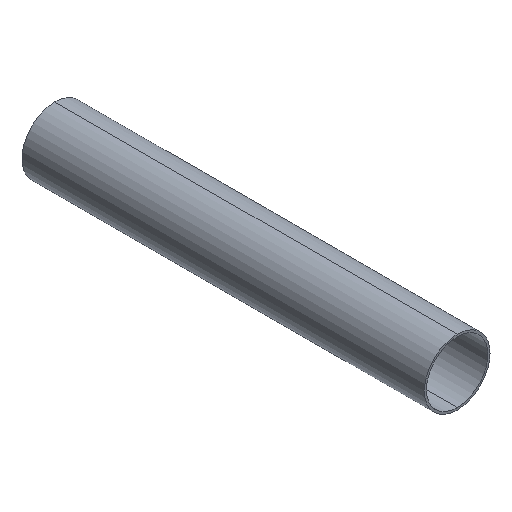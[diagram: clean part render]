
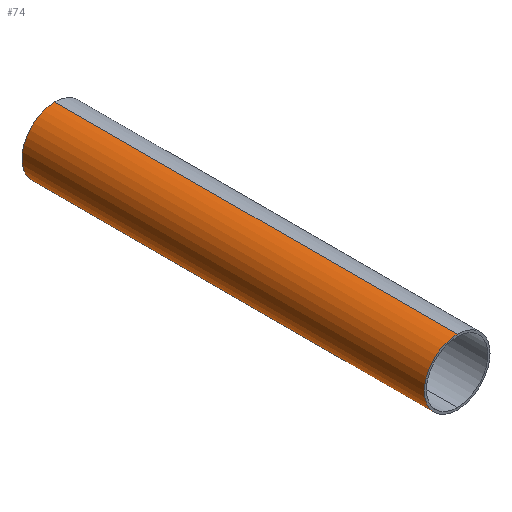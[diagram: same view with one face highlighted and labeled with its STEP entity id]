
A CAD part, isometric view. The second image highlights one B-rep face of the part: STEP entity #74.
In plain terms, the highlighted cylindrical face has radius 15.5 mm (diameter 31 mm), a partial arc.
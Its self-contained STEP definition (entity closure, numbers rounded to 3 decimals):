
#2 = ORIENTED_EDGE ( 'NONE', *, *, #96, .T. ) ;
#7 = AXIS2_PLACEMENT_3D ( 'NONE', #48, #27, #176 ) ;
#9 = DIRECTION ( 'NONE',  ( 0., -1., 0. ) ) ;
#27 = DIRECTION ( 'NONE',  ( 0., -1., 0. ) ) ;
#43 = LINE ( 'NONE', #199, #206 ) ;
#48 = CARTESIAN_POINT ( 'NONE',  ( 0., 190., 0. ) ) ;
#51 = EDGE_CURVE ( 'NONE', #236, #235, #43, .T. ) ;
#67 = EDGE_LOOP ( 'NONE', ( #241, #68, #101, #2 ) ) ;
#68 = ORIENTED_EDGE ( 'NONE', *, *, #157, .F. ) ;
#69 = FACE_OUTER_BOUND ( 'NONE', #67, .T. ) ;
#74 = ADVANCED_FACE ( 'NONE', ( #69 ), #237, .T. ) ;
#75 = CIRCLE ( 'NONE', #88, 15.5 ) ;
#86 = DIRECTION ( 'NONE',  ( 0., 0., 1. ) ) ;
#88 = AXIS2_PLACEMENT_3D ( 'NONE', #108, #184, #205 ) ;
#95 = CARTESIAN_POINT ( 'NONE',  ( 0., 0., 15.5 ) ) ;
#96 = EDGE_CURVE ( 'NONE', #141, #235, #187, .T. ) ;
#101 = ORIENTED_EDGE ( 'NONE', *, *, #171, .T. ) ;
#108 = CARTESIAN_POINT ( 'NONE',  ( 0., 190., 0. ) ) ;
#124 = AXIS2_PLACEMENT_3D ( 'NONE', #195, #180, #86 ) ;
#125 = VERTEX_POINT ( 'NONE', #222 ) ;
#127 = CARTESIAN_POINT ( 'NONE',  ( 0., 190., 15.5 ) ) ;
#132 = LINE ( 'NONE', #165, #210 ) ;
#141 = VERTEX_POINT ( 'NONE', #225 ) ;
#157 = EDGE_CURVE ( 'NONE', #125, #236, #75, .T. ) ;
#165 = CARTESIAN_POINT ( 'NONE',  ( 0., 190., -15.5 ) ) ;
#171 = EDGE_CURVE ( 'NONE', #125, #141, #132, .T. ) ;
#176 = DIRECTION ( 'NONE',  ( 0., 0., -1. ) ) ;
#180 = DIRECTION ( 'NONE',  ( 0., 1., 0. ) ) ;
#184 = DIRECTION ( 'NONE',  ( 0., 1., 0. ) ) ;
#187 = CIRCLE ( 'NONE', #124, 15.5 ) ;
#195 = CARTESIAN_POINT ( 'NONE',  ( 0., 0., 0. ) ) ;
#199 = CARTESIAN_POINT ( 'NONE',  ( 0., 190., 15.5 ) ) ;
#205 = DIRECTION ( 'NONE',  ( 0., 0., 1. ) ) ;
#206 = VECTOR ( 'NONE', #9, 1000. ) ;
#210 = VECTOR ( 'NONE', #220, 1000. ) ;
#220 = DIRECTION ( 'NONE',  ( 0., -1., 0. ) ) ;
#222 = CARTESIAN_POINT ( 'NONE',  ( 0., 190., -15.5 ) ) ;
#225 = CARTESIAN_POINT ( 'NONE',  ( 0., 0., -15.5 ) ) ;
#235 = VERTEX_POINT ( 'NONE', #95 ) ;
#236 = VERTEX_POINT ( 'NONE', #127 ) ;
#237 = CYLINDRICAL_SURFACE ( 'NONE', #7, 15.5 ) ;
#241 = ORIENTED_EDGE ( 'NONE', *, *, #51, .F. ) ;
